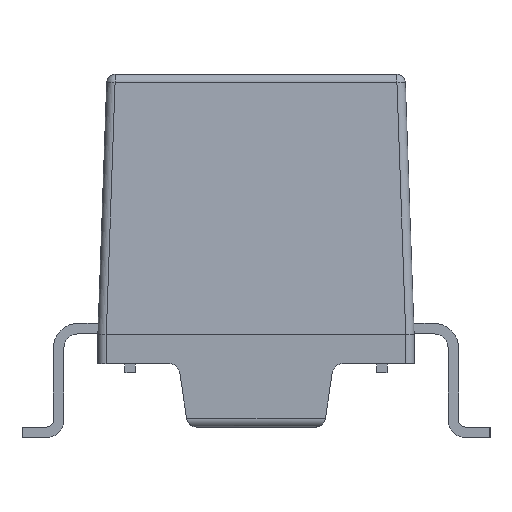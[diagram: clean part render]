
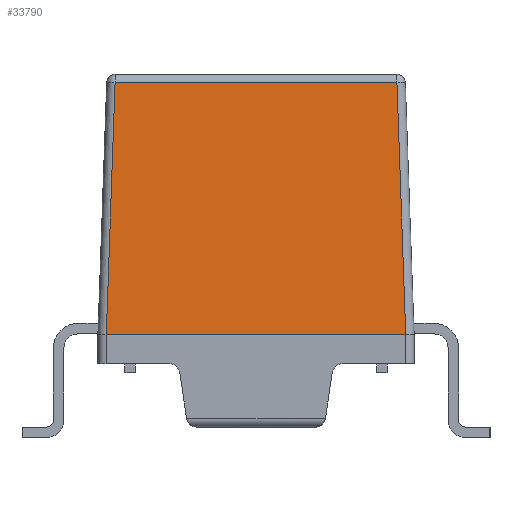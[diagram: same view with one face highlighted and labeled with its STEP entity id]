
A CAD part, front view. The second image highlights one B-rep face of the part: STEP entity #33790.
In plain terms, the highlighted face is planar.
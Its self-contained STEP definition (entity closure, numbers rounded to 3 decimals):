
#1441=LINE('',#47175,#4354);
#1445=LINE('',#47187,#4358);
#1462=LINE('',#47230,#4375);
#1500=LINE('',#47297,#4413);
#1501=LINE('',#47301,#4414);
#1512=LINE('',#47362,#4425);
#4354=VECTOR('',#38423,1000.);
#4358=VECTOR('',#38433,1000.);
#4375=VECTOR('',#38476,1000.);
#4413=VECTOR('',#38536,1000.);
#4414=VECTOR('',#38541,1000.);
#4425=VECTOR('',#38594,1000.);
#8062=ORIENTED_EDGE('',*,*,#15019,.F.);
#8063=ORIENTED_EDGE('',*,*,#14998,.F.);
#8064=ORIENTED_EDGE('',*,*,#14952,.F.);
#8065=ORIENTED_EDGE('',*,*,#14929,.F.);
#8066=ORIENTED_EDGE('',*,*,#14923,.F.);
#8067=ORIENTED_EDGE('',*,*,#14996,.T.);
#14923=EDGE_CURVE('',#18435,#18436,#1441,.T.);
#14929=EDGE_CURVE('',#18436,#18441,#1445,.T.);
#14952=EDGE_CURVE('',#18441,#18454,#1462,.T.);
#14996=EDGE_CURVE('',#18435,#18471,#1500,.T.);
#14998=EDGE_CURVE('',#18454,#18472,#1501,.T.);
#15019=EDGE_CURVE('',#18472,#18471,#1512,.T.);
#18435=VERTEX_POINT('',#47174);
#18436=VERTEX_POINT('',#47176);
#18441=VERTEX_POINT('',#47188);
#18454=VERTEX_POINT('',#47231);
#18471=VERTEX_POINT('',#47296);
#18472=VERTEX_POINT('',#47300);
#20726=EDGE_LOOP('',(#8062,#8063,#8064,#8065,#8066,#8067));
#22123=FACE_BOUND('',#20726,.T.);
#23418=PLANE('',#35282);
#33790=ADVANCED_FACE('',(#22123),#23418,.T.);
#35282=AXIS2_PLACEMENT_3D('',#47361,#38592,#38593);
#38423=DIRECTION('',(0.,-1.,0.));
#38433=DIRECTION('',(0.,-1.,0.));
#38476=DIRECTION('',(0.,-1.,0.));
#38536=DIRECTION('',(-0.035,-0.035,0.999));
#38541=DIRECTION('',(-0.035,0.035,0.999));
#38592=DIRECTION('',(0.999,0.,0.035));
#38593=DIRECTION('',(0.035,0.,-0.999));
#38594=DIRECTION('',(0.,1.,0.));
#47174=CARTESIAN_POINT('',(14.1,3.57,0.));
#47175=CARTESIAN_POINT('',(14.1,0.,0.));
#47176=CARTESIAN_POINT('',(14.1,3.57,0.));
#47187=CARTESIAN_POINT('',(14.1,0.,0.));
#47188=CARTESIAN_POINT('',(14.1,-3.57,0.));
#47230=CARTESIAN_POINT('',(14.1,0.,0.));
#47231=CARTESIAN_POINT('',(14.1,-3.57,0.));
#47296=CARTESIAN_POINT('',(13.89,3.36,6.007));
#47297=CARTESIAN_POINT('',(14.096,3.566,0.124));
#47300=CARTESIAN_POINT('',(13.89,-3.36,6.007));
#47301=CARTESIAN_POINT('',(14.096,-3.566,0.124));
#47361=CARTESIAN_POINT('',(14.1,0.,0.));
#47362=CARTESIAN_POINT('',(13.89,-3.553,6.007));
